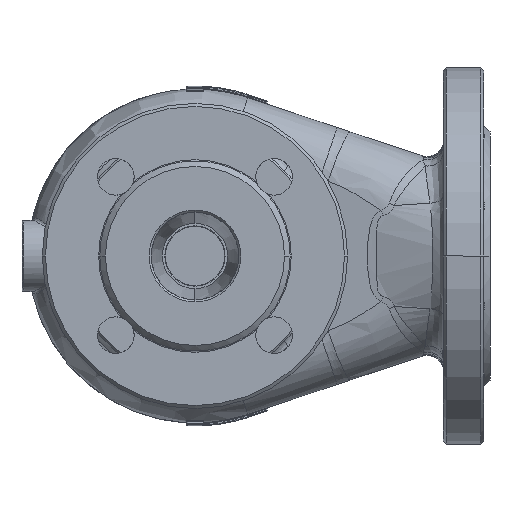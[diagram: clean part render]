
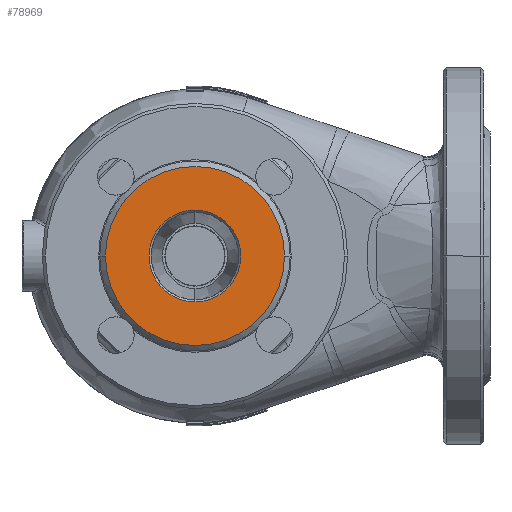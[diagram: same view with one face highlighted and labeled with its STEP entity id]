
A CAD part, front view. The second image highlights one B-rep face of the part: STEP entity #78969.
In plain terms, the highlighted planar face has unit normal (0, -1, 0).
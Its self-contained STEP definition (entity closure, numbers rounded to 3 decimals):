
#2553 = AXIS2_PLACEMENT_3D ( 'NONE', #79366, #79367, #79368 ) ;
#2605 = AXIS2_PLACEMENT_3D ( 'NONE', #95925, #95926, #95927 ) ;
#2654 = AXIS2_PLACEMENT_3D ( 'NONE', #96047, #96048, #96049 ) ;
#2657 = AXIS2_PLACEMENT_3D ( 'NONE', #96062, #96063, #96064 ) ;
#5313 = CARTESIAN_POINT ( 'NONE',  ( 44., -109.5, 0. ) ) ;
#5320 = CARTESIAN_POINT ( 'NONE',  ( -44., -109.5, 0. ) ) ;
#5470 = CARTESIAN_POINT ( 'NONE',  ( 0., -109.5, 22.55 ) ) ;
#7137 = CARTESIAN_POINT ( 'NONE',  ( 0., -109.5, -22.55 ) ) ;
#17323 = FACE_OUTER_BOUND ( 'NONE', #133793, .T. ) ;
#17329 = FACE_BOUND ( 'NONE', #133810, .T. ) ;
#18839 = PLANE ( 'NONE',  #81373 ) ;
#18846 = CARTESIAN_POINT ( 'NONE',  ( 0., -109.5, 0. ) ) ;
#18847 = DIRECTION ( 'NONE',  ( 0., 1., 0. ) ) ;
#18848 = DIRECTION ( 'NONE',  ( -1., 0., 0. ) ) ;
#72615 = EDGE_CURVE ( 'NONE', #116499, #133512, #100256, .T. ) ;
#72701 = EDGE_CURVE ( 'NONE', #116434, #116431, #100400, .T. ) ;
#72742 = EDGE_CURVE ( 'NONE', #133512, #116499, #100453, .T. ) ;
#72744 = EDGE_CURVE ( 'NONE', #116431, #116434, #100456, .T. ) ;
#78969 = ADVANCED_FACE ( 'NONE', ( #17329, #17323 ), #18839, .F. ) ;
#79366 = CARTESIAN_POINT ( 'NONE',  ( 0., -109.5, 0. ) ) ;
#79367 = DIRECTION ( 'NONE',  ( 0., 1., 0. ) ) ;
#79368 = DIRECTION ( 'NONE',  ( 0., 0., -1. ) ) ;
#81373 = AXIS2_PLACEMENT_3D ( 'NONE', #18846, #18847, #18848 ) ;
#95925 = CARTESIAN_POINT ( 'NONE',  ( 0., -109.5, 0. ) ) ;
#95926 = DIRECTION ( 'NONE',  ( 0., 1., 0. ) ) ;
#95927 = DIRECTION ( 'NONE',  ( -1., 0., 0. ) ) ;
#96047 = CARTESIAN_POINT ( 'NONE',  ( 0., -109.5, 0. ) ) ;
#96048 = DIRECTION ( 'NONE',  ( 0., 1., 0. ) ) ;
#96049 = DIRECTION ( 'NONE',  ( 0., 0., -1. ) ) ;
#96062 = CARTESIAN_POINT ( 'NONE',  ( 0., -109.5, 0. ) ) ;
#96063 = DIRECTION ( 'NONE',  ( 0., 1., 0. ) ) ;
#96064 = DIRECTION ( 'NONE',  ( -1., 0., 0. ) ) ;
#100256 = CIRCLE ( 'NONE', #2553, 22.55 ) ;
#100400 = CIRCLE ( 'NONE', #2605, 44. ) ;
#100453 = CIRCLE ( 'NONE', #2654, 22.55 ) ;
#100456 = CIRCLE ( 'NONE', #2657, 44. ) ;
#116431 = VERTEX_POINT ( 'NONE', #5313 ) ;
#116434 = VERTEX_POINT ( 'NONE', #5320 ) ;
#116499 = VERTEX_POINT ( 'NONE', #5470 ) ;
#120928 = ORIENTED_EDGE ( 'NONE', *, *, #72744, .F. ) ;
#120930 = ORIENTED_EDGE ( 'NONE', *, *, #72701, .F. ) ;
#120934 = ORIENTED_EDGE ( 'NONE', *, *, #72742, .T. ) ;
#120937 = ORIENTED_EDGE ( 'NONE', *, *, #72615, .T. ) ;
#133512 = VERTEX_POINT ( 'NONE', #7137 ) ;
#133793 = EDGE_LOOP ( 'NONE', ( #120930, #120928 ) ) ;
#133810 = EDGE_LOOP ( 'NONE', ( #120937, #120934 ) ) ;
